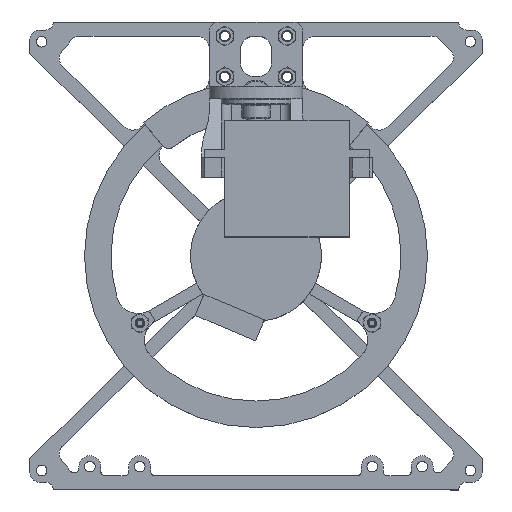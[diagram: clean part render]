
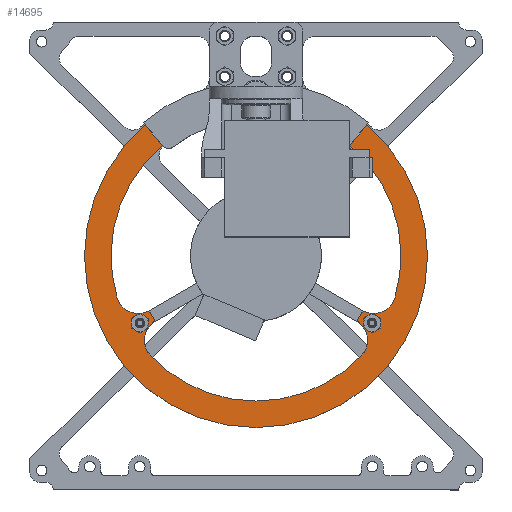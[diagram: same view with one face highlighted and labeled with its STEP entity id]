
A CAD part, top view. The second image highlights one B-rep face of the part: STEP entity #14695.
In plain terms, the highlighted face is planar.
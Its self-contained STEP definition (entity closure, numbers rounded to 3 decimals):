
#687=FACE_BOUND('',#2735,.T.);
#688=FACE_BOUND('',#2736,.T.);
#689=FACE_BOUND('',#2737,.T.);
#690=FACE_BOUND('',#2738,.T.);
#1304=PLANE('',#15993);
#1807=FACE_OUTER_BOUND('',#2734,.T.);
#2734=EDGE_LOOP('',(#11203));
#2735=EDGE_LOOP('',(#11204));
#2736=EDGE_LOOP('',(#11205,#11206,#11207,#11208,#11209,#11210,#11211,#11212,
#11213,#11214,#11215,#11216,#11217,#11218,#11219,#11220,#11221,#11222));
#2737=EDGE_LOOP('',(#11223));
#2738=EDGE_LOOP('',(#11224));
#3693=LINE('',#29561,#4668);
#3696=LINE('',#29579,#4671);
#3697=LINE('',#29591,#4672);
#4668=VECTOR('',#18379,10.);
#4671=VECTOR('',#18396,10.);
#4672=VECTOR('',#18407,10.);
#5556=CIRCLE('',#15991,1.);
#5557=CIRCLE('',#15994,55.);
#5558=CIRCLE('',#15995,1.5);
#5559=CIRCLE('',#15996,7.);
#5560=CIRCLE('',#15997,46.5);
#5561=CIRCLE('',#15998,7.);
#5562=CIRCLE('',#15999,1.);
#5563=CIRCLE('',#16000,1.);
#5564=CIRCLE('',#16001,7.);
#5565=CIRCLE('',#16002,46.5);
#5566=CIRCLE('',#16003,7.);
#5567=CIRCLE('',#16004,1.);
#5568=CIRCLE('',#16005,1.);
#5569=CIRCLE('',#16006,7.);
#5570=CIRCLE('',#16007,46.5);
#5571=CIRCLE('',#16008,7.);
#5572=CIRCLE('',#16009,1.);
#5573=CIRCLE('',#16010,1.5);
#5574=CIRCLE('',#16011,1.5);
#6506=VERTEX_POINT('',#29554);
#6507=VERTEX_POINT('',#29556);
#6508=VERTEX_POINT('',#29560);
#6510=VERTEX_POINT('',#29566);
#6511=VERTEX_POINT('',#29568);
#6512=VERTEX_POINT('',#29570);
#6513=VERTEX_POINT('',#29572);
#6514=VERTEX_POINT('',#29574);
#6515=VERTEX_POINT('',#29576);
#6516=VERTEX_POINT('',#29578);
#6517=VERTEX_POINT('',#29580);
#6518=VERTEX_POINT('',#29582);
#6519=VERTEX_POINT('',#29584);
#6520=VERTEX_POINT('',#29586);
#6521=VERTEX_POINT('',#29588);
#6522=VERTEX_POINT('',#29590);
#6523=VERTEX_POINT('',#29592);
#6524=VERTEX_POINT('',#29594);
#6525=VERTEX_POINT('',#29596);
#6526=VERTEX_POINT('',#29598);
#6527=VERTEX_POINT('',#29601);
#6528=VERTEX_POINT('',#29603);
#8203=EDGE_CURVE('',#6506,#6507,#5556,.T.);
#8205=EDGE_CURVE('',#6507,#6508,#3693,.T.);
#8208=EDGE_CURVE('',#6510,#6510,#5557,.T.);
#8209=EDGE_CURVE('',#6511,#6511,#5558,.T.);
#8210=EDGE_CURVE('',#6512,#6506,#5559,.T.);
#8211=EDGE_CURVE('',#6513,#6512,#5560,.T.);
#8212=EDGE_CURVE('',#6514,#6513,#5561,.T.);
#8213=EDGE_CURVE('',#6515,#6514,#5562,.T.);
#8214=EDGE_CURVE('',#6516,#6515,#3696,.T.);
#8215=EDGE_CURVE('',#6517,#6516,#5563,.T.);
#8216=EDGE_CURVE('',#6518,#6517,#5564,.T.);
#8217=EDGE_CURVE('',#6519,#6518,#5565,.T.);
#8218=EDGE_CURVE('',#6520,#6519,#5566,.T.);
#8219=EDGE_CURVE('',#6521,#6520,#5567,.T.);
#8220=EDGE_CURVE('',#6522,#6521,#3697,.T.);
#8221=EDGE_CURVE('',#6523,#6522,#5568,.T.);
#8222=EDGE_CURVE('',#6524,#6523,#5569,.T.);
#8223=EDGE_CURVE('',#6525,#6524,#5570,.T.);
#8224=EDGE_CURVE('',#6526,#6525,#5571,.T.);
#8225=EDGE_CURVE('',#6508,#6526,#5572,.T.);
#8226=EDGE_CURVE('',#6527,#6527,#5573,.T.);
#8227=EDGE_CURVE('',#6528,#6528,#5574,.T.);
#11203=ORIENTED_EDGE('',*,*,#8208,.F.);
#11204=ORIENTED_EDGE('',*,*,#8209,.F.);
#11205=ORIENTED_EDGE('',*,*,#8203,.F.);
#11206=ORIENTED_EDGE('',*,*,#8210,.F.);
#11207=ORIENTED_EDGE('',*,*,#8211,.F.);
#11208=ORIENTED_EDGE('',*,*,#8212,.F.);
#11209=ORIENTED_EDGE('',*,*,#8213,.F.);
#11210=ORIENTED_EDGE('',*,*,#8214,.F.);
#11211=ORIENTED_EDGE('',*,*,#8215,.F.);
#11212=ORIENTED_EDGE('',*,*,#8216,.F.);
#11213=ORIENTED_EDGE('',*,*,#8217,.F.);
#11214=ORIENTED_EDGE('',*,*,#8218,.F.);
#11215=ORIENTED_EDGE('',*,*,#8219,.F.);
#11216=ORIENTED_EDGE('',*,*,#8220,.F.);
#11217=ORIENTED_EDGE('',*,*,#8221,.F.);
#11218=ORIENTED_EDGE('',*,*,#8222,.F.);
#11219=ORIENTED_EDGE('',*,*,#8223,.F.);
#11220=ORIENTED_EDGE('',*,*,#8224,.F.);
#11221=ORIENTED_EDGE('',*,*,#8225,.F.);
#11222=ORIENTED_EDGE('',*,*,#8205,.F.);
#11223=ORIENTED_EDGE('',*,*,#8226,.F.);
#11224=ORIENTED_EDGE('',*,*,#8227,.F.);
#14695=ADVANCED_FACE('',(#1807,#687,#688,#689,#690),#1304,.F.);
#15991=AXIS2_PLACEMENT_3D('',#29557,#18374,#18375);
#15993=AXIS2_PLACEMENT_3D('',#29565,#18382,#18383);
#15994=AXIS2_PLACEMENT_3D('',#29567,#18384,#18385);
#15995=AXIS2_PLACEMENT_3D('',#29569,#18386,#18387);
#15996=AXIS2_PLACEMENT_3D('',#29571,#18388,#18389);
#15997=AXIS2_PLACEMENT_3D('',#29573,#18390,#18391);
#15998=AXIS2_PLACEMENT_3D('',#29575,#18392,#18393);
#15999=AXIS2_PLACEMENT_3D('',#29577,#18394,#18395);
#16000=AXIS2_PLACEMENT_3D('',#29581,#18397,#18398);
#16001=AXIS2_PLACEMENT_3D('',#29583,#18399,#18400);
#16002=AXIS2_PLACEMENT_3D('',#29585,#18401,#18402);
#16003=AXIS2_PLACEMENT_3D('',#29587,#18403,#18404);
#16004=AXIS2_PLACEMENT_3D('',#29589,#18405,#18406);
#16005=AXIS2_PLACEMENT_3D('',#29593,#18408,#18409);
#16006=AXIS2_PLACEMENT_3D('',#29595,#18410,#18411);
#16007=AXIS2_PLACEMENT_3D('',#29597,#18412,#18413);
#16008=AXIS2_PLACEMENT_3D('',#29599,#18414,#18415);
#16009=AXIS2_PLACEMENT_3D('',#29600,#18416,#18417);
#16010=AXIS2_PLACEMENT_3D('',#29602,#18418,#18419);
#16011=AXIS2_PLACEMENT_3D('',#29604,#18420,#18421);
#18374=DIRECTION('center_axis',(0.,1.,0.));
#18375=DIRECTION('ref_axis',(0.98,0.,0.198));
#18379=DIRECTION('',(-0.5,0.,-0.866));
#18382=DIRECTION('center_axis',(0.,1.,0.));
#18383=DIRECTION('ref_axis',(-1.,0.,0.));
#18384=DIRECTION('center_axis',(0.,1.,0.));
#18385=DIRECTION('ref_axis',(-1.,0.,0.));
#18386=DIRECTION('center_axis',(0.,-1.,0.));
#18387=DIRECTION('ref_axis',(-1.,0.,0.));
#18388=DIRECTION('center_axis',(0.,-1.,0.));
#18389=DIRECTION('ref_axis',(-0.5,0.,-0.866));
#18390=DIRECTION('center_axis',(0.,-1.,0.));
#18391=DIRECTION('ref_axis',(-0.75,0.,0.661));
#18392=DIRECTION('center_axis',(0.,-1.,0.));
#18393=DIRECTION('ref_axis',(0.729,0.,0.684));
#18394=DIRECTION('center_axis',(0.,1.,0.));
#18395=DIRECTION('ref_axis',(-0.98,0.,0.198));
#18396=DIRECTION('',(-0.5,0.,0.866));
#18397=DIRECTION('center_axis',(0.,1.,0.));
#18398=DIRECTION('ref_axis',(-0.319,0.,-0.948));
#18399=DIRECTION('center_axis',(0.,-1.,0.));
#18400=DIRECTION('ref_axis',(-0.5,0.,0.866));
#18401=DIRECTION('center_axis',(0.,-1.,0.));
#18402=DIRECTION('ref_axis',(0.948,0.,0.319));
#18403=DIRECTION('center_axis',(0.,-1.,0.));
#18404=DIRECTION('ref_axis',(0.228,0.,-0.974));
#18405=DIRECTION('center_axis',(0.,1.,0.));
#18406=DIRECTION('ref_axis',(0.661,0.,0.75));
#18407=DIRECTION('',(1.,0.,0.));
#18408=DIRECTION('center_axis',(0.,1.,0.));
#18409=DIRECTION('ref_axis',(-0.661,0.,0.75));
#18410=DIRECTION('center_axis',(0.,-1.,0.));
#18411=DIRECTION('ref_axis',(1.,0.,0.));
#18412=DIRECTION('center_axis',(0.,-1.,0.));
#18413=DIRECTION('ref_axis',(-0.198,0.,-0.98));
#18414=DIRECTION('center_axis',(0.,-1.,0.));
#18415=DIRECTION('ref_axis',(-0.957,0.,0.29));
#18416=DIRECTION('center_axis',(0.,1.,0.));
#18417=DIRECTION('ref_axis',(0.319,0.,-0.948));
#18418=DIRECTION('center_axis',(0.,-1.,0.));
#18419=DIRECTION('ref_axis',(-1.,0.,0.));
#18420=DIRECTION('center_axis',(0.,-1.,0.));
#18421=DIRECTION('ref_axis',(-1.,0.,0.));
#29554=CARTESIAN_POINT('',(-33.039,2.,21.448));
#29556=CARTESIAN_POINT('',(-32.777,2.,20.151));
#29557=CARTESIAN_POINT('Origin',(-33.643,2.,20.651));
#29560=CARTESIAN_POINT('',(-33.84,2.,18.31));
#29561=CARTESIAN_POINT('',(-34.308,2.,17.498));
#29565=CARTESIAN_POINT('Origin',(0.,2.,0.));
#29566=CARTESIAN_POINT('',(55.,2.,0.));
#29567=CARTESIAN_POINT('Origin',(0.,2.,0.));
#29568=CARTESIAN_POINT('',(1.5,2.,-43.));
#29569=CARTESIAN_POINT('Origin',(0.,2.,-43.));
#29570=CARTESIAN_POINT('',(-33.913,2.,31.814));
#29571=CARTESIAN_POINT('Origin',(-28.808,2.,27.025));
#29572=CARTESIAN_POINT('',(33.913,2.,31.814));
#29573=CARTESIAN_POINT('Origin',(0.,2.,0.));
#29574=CARTESIAN_POINT('',(33.039,2.,21.448));
#29575=CARTESIAN_POINT('Origin',(28.808,2.,27.025));
#29576=CARTESIAN_POINT('',(32.777,2.,20.151));
#29577=CARTESIAN_POINT('Origin',(33.643,2.,20.651));
#29578=CARTESIAN_POINT('',(33.84,2.,18.31));
#29579=CARTESIAN_POINT('',(32.308,2.,20.963));
#29580=CARTESIAN_POINT('',(35.093,2.,17.888));
#29581=CARTESIAN_POINT('Origin',(34.706,2.,18.81));
#29582=CARTESIAN_POINT('',(44.508,2.,13.463));
#29583=CARTESIAN_POINT('Origin',(37.808,2.,11.436));
#29584=CARTESIAN_POINT('',(10.595,2.,-45.277));
#29585=CARTESIAN_POINT('Origin',(0.,2.,0.));
#29586=CARTESIAN_POINT('',(2.055,2.,-39.336));
#29587=CARTESIAN_POINT('Origin',(9.,2.,-38.461));
#29588=CARTESIAN_POINT('',(1.063,2.,-38.461));
#29589=CARTESIAN_POINT('Origin',(1.063,2.,-39.461));
#29590=CARTESIAN_POINT('',(-1.063,2.,-38.461));
#29591=CARTESIAN_POINT('',(2.,2.,-38.461));
#29592=CARTESIAN_POINT('',(-2.055,2.,-39.336));
#29593=CARTESIAN_POINT('Origin',(-1.063,2.,-39.461));
#29594=CARTESIAN_POINT('',(-10.595,2.,-45.277));
#29595=CARTESIAN_POINT('Origin',(-9.,2.,-38.461));
#29596=CARTESIAN_POINT('',(-44.508,2.,13.463));
#29597=CARTESIAN_POINT('Origin',(0.,2.,0.));
#29598=CARTESIAN_POINT('',(-35.093,2.,17.888));
#29599=CARTESIAN_POINT('Origin',(-37.808,2.,11.436));
#29600=CARTESIAN_POINT('Origin',(-34.706,2.,18.81));
#29601=CARTESIAN_POINT('',(-35.739,2.,21.5));
#29602=CARTESIAN_POINT('Origin',(-37.239,2.,21.5));
#29603=CARTESIAN_POINT('',(38.739,2.,21.5));
#29604=CARTESIAN_POINT('Origin',(37.239,2.,21.5));
